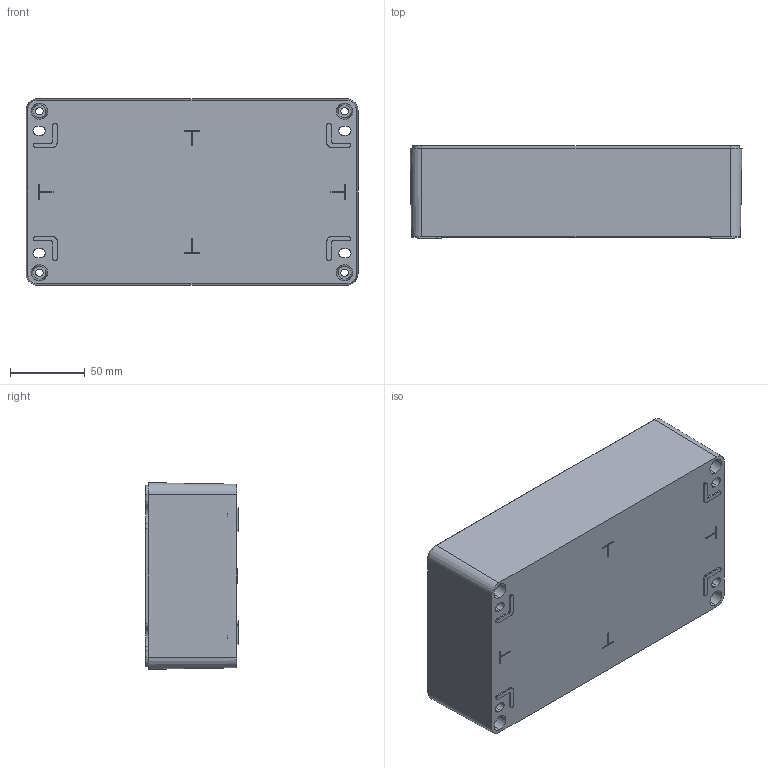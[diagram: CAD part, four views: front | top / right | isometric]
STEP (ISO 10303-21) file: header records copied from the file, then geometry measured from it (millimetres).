
FILE_DESCRIPTION (( 'STEP AP214' ), '1' );
FILE_NAME ('FIBOX ALN_122206B.STEP', '2016-05-24T10:04:36', ( '' ), ( '' ), 'SwSTEP 2.0', 'SolidWorks 2015', '' );
FILE_SCHEMA (( 'AUTOMOTIVE_DESIGN' ));
Length unit declared in the file: millimetre
Products named in the file (1): FIBOX ALN_122206B
Bounding box: 222.04 x 62 x 124.84 mm (x, y, z)
Volume: 273635.7 mm3; surface area: 154839 mm2
Topology: 1 solids, 1 shells, 365 faces, 921 edges, 602 vertices
Faces by surface type: plane 154, cylinder 95, cone 84, bspline 32
Entity records: 12383 total; most frequent: CARTESIAN_POINT 3517, ORIENTED_EDGE 1842, DIRECTION 1831, EDGE_CURVE 921, AXIS2_PLACEMENT_3D 668, VERTEX_POINT 602, VECTOR 495, LINE 495
